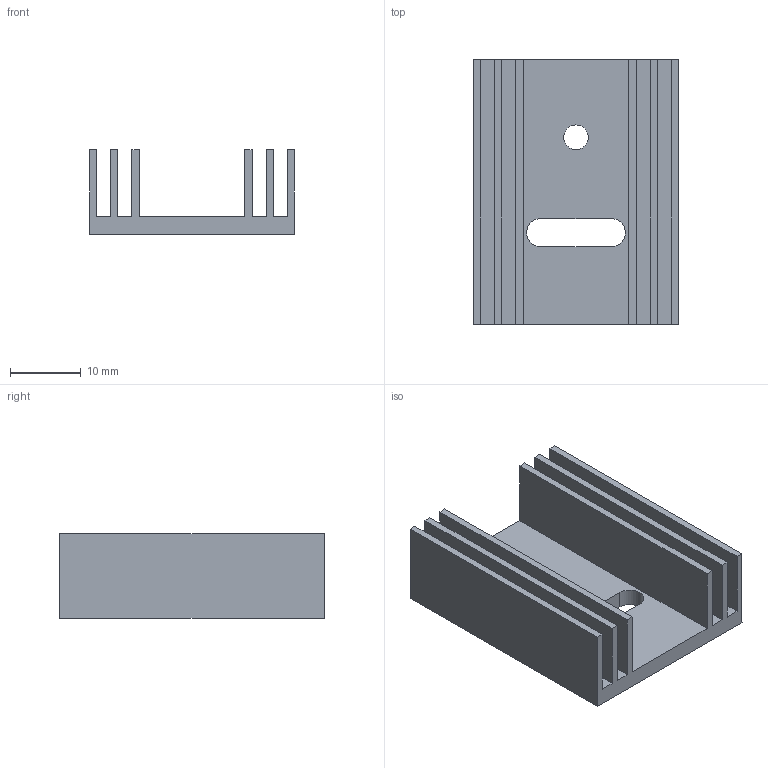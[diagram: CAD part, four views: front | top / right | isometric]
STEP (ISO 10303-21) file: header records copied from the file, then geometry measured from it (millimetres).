
FILE_DESCRIPTION(/* description */ (''),/* implementation_level */ '2;1');
FILE_NAME(/* name */ 'Hladnjak.step',/* time_stamp */ '2026-02-06T14:31:23+01:00',/* author */ (''),/* organization */ (''),/* preprocessor_version */ 'ST-DEVELOPER v20.1',/* originating_system */ 'Autodesk Translation Framework v14.24.0.0',/* authorisation */ '');
FILE_SCHEMA (('AUTOMOTIVE_DESIGN { 1 0 10303 214 3 1 1 }'));
Length unit declared in the file: millimetre
Products named in the file (1): Hladnjak
Bounding box: 29 x 37.5 x 12 mm (x, y, z)
Volume: 4700.8 mm3; surface area: 6881 mm2
Topology: 1 solids, 1 shells, 31 faces, 87 edges, 58 vertices
Faces by surface type: plane 28, cylinder 3
Full cylindrical faces by diameter (mm): 3.5 x1
Entity records: 1035 total; most frequent: CARTESIAN_POINT 177, ORIENTED_EDGE 174, DIRECTION 157, EDGE_CURVE 87, LINE 81, VECTOR 81, VERTEX_POINT 58, AXIS2_PLACEMENT_3D 38
